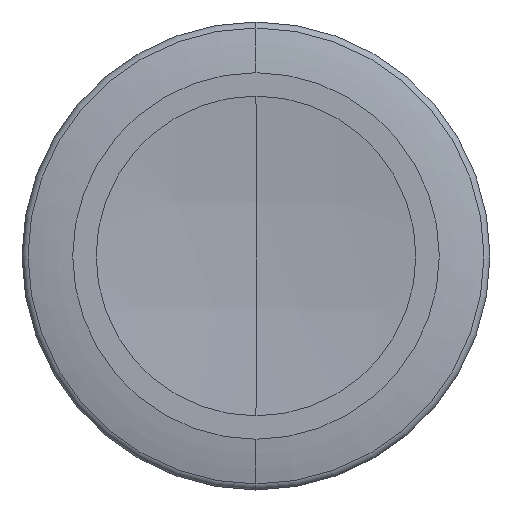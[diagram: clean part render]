
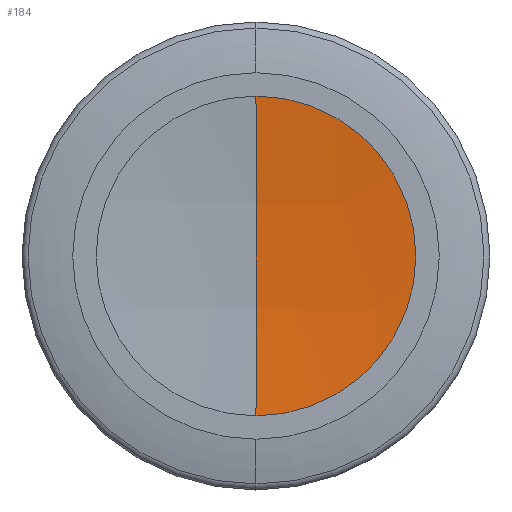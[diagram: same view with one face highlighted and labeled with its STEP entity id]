
A CAD part, top view. The second image highlights one B-rep face of the part: STEP entity #184.
In plain terms, the highlighted spherical face has radius 94.996 mm.
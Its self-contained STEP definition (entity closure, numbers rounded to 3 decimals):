
#184=ADVANCED_FACE('',(#455),#456,.F.);
#455=FACE_OUTER_BOUND('',#818,.T.);
#456=SPHERICAL_SURFACE('',#819,94.996);
#818=EDGE_LOOP('',(#1313,#1314));
#819=AXIS2_PLACEMENT_3D('',#1315,#1316,#1317);
#1313=ORIENTED_EDGE('',*,*,#2275,.F.);
#1314=ORIENTED_EDGE('',*,*,#2276,.F.);
#1315=CARTESIAN_POINT('',(14.936,15.0,146.341));
#1316=DIRECTION('',(0.0,1.0,0.0));
#1317=DIRECTION('',(0.0,0.0,-1.0));
#2275=EDGE_CURVE('',#2771,#2772,#2773,.T.);
#2276=EDGE_CURVE('',#2772,#2771,#2774,.T.);
#2771=VERTEX_POINT('',#3570);
#2772=VERTEX_POINT('',#3571);
#2773=CIRCLE('',#3572,94.996);
#2774=CIRCLE('',#3573,10.25);
#3570=CARTESIAN_POINT('',(14.936,4.75,51.9));
#3571=CARTESIAN_POINT('',(14.936,25.25,51.9));
#3572=AXIS2_PLACEMENT_3D('',#4510,#4511,#4512);
#3573=AXIS2_PLACEMENT_3D('',#4513,#4514,#4515);
#4510=CARTESIAN_POINT('',(14.936,15.0,146.341));
#4511=DIRECTION('',(1.0,-0.0,0.));
#4512=DIRECTION('',(0.,0.0,-1.0));
#4513=CARTESIAN_POINT('',(14.936,15.0,51.9));
#4514=DIRECTION('',(0.0,0.0,-1.0));
#4515=DIRECTION('',(0.0,1.0,0.0));
